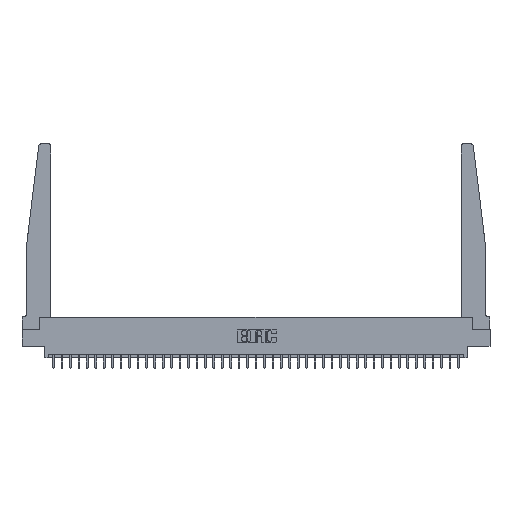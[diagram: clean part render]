
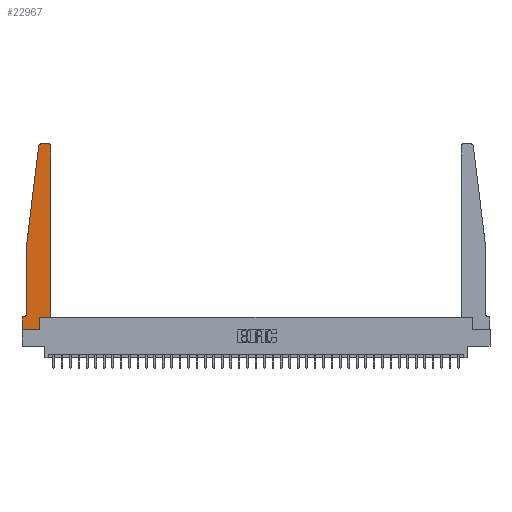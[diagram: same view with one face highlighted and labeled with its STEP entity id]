
A CAD part, top view. The second image highlights one B-rep face of the part: STEP entity #22967.
In plain terms, the highlighted planar face has unit normal (0, 0, 1).
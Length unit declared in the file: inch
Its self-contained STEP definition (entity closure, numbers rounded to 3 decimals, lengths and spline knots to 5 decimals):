
#103 = VECTOR ( 'NONE', #22159, 39.37008 ) ;
#304 = ORIENTED_EDGE ( 'NONE', *, *, #13474, .T. ) ;
#428 = LINE ( 'NONE', #23103, #3362 ) ;
#1120 = LINE ( 'NONE', #35584, #3830 ) ;
#1205 = LINE ( 'NONE', #12442, #8876 ) ;
#2209 = VERTEX_POINT ( 'NONE', #29815 ) ;
#2236 = ORIENTED_EDGE ( 'NONE', *, *, #34443, .T. ) ;
#2240 = FACE_OUTER_BOUND ( 'NONE', #17487, .T. ) ;
#3362 = VECTOR ( 'NONE', #3566, 39.37008 ) ;
#3566 = DIRECTION ( 'NONE',  ( 1., 0., 0. ) ) ;
#3656 = DIRECTION ( 'NONE',  ( 0., -1., 0. ) ) ;
#3830 = VECTOR ( 'NONE', #4076, 39.37008 ) ;
#3934 = DIRECTION ( 'NONE',  ( 1., 0., 0. ) ) ;
#4076 = DIRECTION ( 'NONE',  ( 0., 1., 0. ) ) ;
#4126 = EDGE_CURVE ( 'NONE', #25113, #8134, #428, .T. ) ;
#4305 = VERTEX_POINT ( 'NONE', #22936 ) ;
#5501 = EDGE_CURVE ( 'NONE', #27948, #7107, #29845, .T. ) ;
#6008 = VERTEX_POINT ( 'NONE', #33785 ) ;
#6327 = ORIENTED_EDGE ( 'NONE', *, *, #21668, .T. ) ;
#7107 = VERTEX_POINT ( 'NONE', #32017 ) ;
#7189 = ORIENTED_EDGE ( 'NONE', *, *, #29758, .T. ) ;
#7467 = DIRECTION ( 'NONE',  ( 0., 0., -1. ) ) ;
#7807 = DIRECTION ( 'NONE',  ( 0., 1., 0. ) ) ;
#8134 = VERTEX_POINT ( 'NONE', #12701 ) ;
#8816 = ORIENTED_EDGE ( 'NONE', *, *, #10346, .T. ) ;
#8876 = VECTOR ( 'NONE', #23686, 39.37008 ) ;
#9183 = LINE ( 'NONE', #14885, #32958 ) ;
#9204 = CARTESIAN_POINT ( 'NONE',  ( 0.425, 2.72, 0.37 ) ) ;
#9862 = DIRECTION ( 'NONE',  ( -1., 0., 0. ) ) ;
#10167 = DIRECTION ( 'NONE',  ( 0., 0., 1. ) ) ;
#10346 = EDGE_CURVE ( 'NONE', #24419, #27948, #16328, .T. ) ;
#10528 = DIRECTION ( 'NONE',  ( 1., 0., 0. ) ) ;
#10644 = CARTESIAN_POINT ( 'NONE',  ( 0.395, 2.72, 0.37 ) ) ;
#11021 = ORIENTED_EDGE ( 'NONE', *, *, #29791, .T. ) ;
#12442 = CARTESIAN_POINT ( 'NONE',  ( 0.25, 2.75, 0.37 ) ) ;
#12701 = CARTESIAN_POINT ( 'NONE',  ( 0.425, 0.18, 0.37 ) ) ;
#13048 = CIRCLE ( 'NONE', #21280, 0.03 ) ;
#13474 = EDGE_CURVE ( 'NONE', #6008, #18473, #1205, .T. ) ;
#13683 = LINE ( 'NONE', #16444, #16569 ) ;
#13929 = DIRECTION ( 'NONE',  ( 0., 0., 1. ) ) ;
#14727 = EDGE_CURVE ( 'NONE', #28768, #6008, #13048, .T. ) ;
#14885 = CARTESIAN_POINT ( 'NONE',  ( 0.065, 1.25, 0.37 ) ) ;
#16160 = DIRECTION ( 'NONE',  ( 1., 0., 0. ) ) ;
#16249 = CARTESIAN_POINT ( 'NONE',  ( 0., 0., 0.37 ) ) ;
#16328 = CIRCLE ( 'NONE', #21645, 0.05 ) ;
#16444 = CARTESIAN_POINT ( 'NONE',  ( 0.425, 0.18, 0.37 ) ) ;
#16569 = VECTOR ( 'NONE', #7807, 39.37008 ) ;
#17371 = ORIENTED_EDGE ( 'NONE', *, *, #24940, .T. ) ;
#17400 = VECTOR ( 'NONE', #3934, 39.37008 ) ;
#17487 = EDGE_LOOP ( 'NONE', ( #304, #6327, #11021, #17371, #8816, #24553, #27233, #2236, #34917, #27746, #7189, #25007 ) ) ;
#18307 = LINE ( 'NONE', #26790, #17400 ) ;
#18386 = VERTEX_POINT ( 'NONE', #22195 ) ;
#18473 = VERTEX_POINT ( 'NONE', #22383 ) ;
#19184 = CARTESIAN_POINT ( 'NONE',  ( 0.27653, 2.72, 0.37 ) ) ;
#19306 = DIRECTION ( 'NONE',  ( -1., 0., 0. ) ) ;
#19923 = AXIS2_PLACEMENT_3D ( 'NONE', #19184, #10167, #10528 ) ;
#20617 = EDGE_CURVE ( 'NONE', #18386, #25113, #1120, .T. ) ;
#21280 = AXIS2_PLACEMENT_3D ( 'NONE', #10644, #13929, #16160 ) ;
#21645 = AXIS2_PLACEMENT_3D ( 'NONE', #21831, #7467, #9862 ) ;
#21668 = EDGE_CURVE ( 'NONE', #18473, #2209, #26987, .T. ) ;
#21831 = CARTESIAN_POINT ( 'NONE',  ( 0.015, 0.2375, 0.37 ) ) ;
#22159 = DIRECTION ( 'NONE',  ( -0.122, -0.992, 0. ) ) ;
#22195 = CARTESIAN_POINT ( 'NONE',  ( 0.2605, 0., 0.37 ) ) ;
#22383 = CARTESIAN_POINT ( 'NONE',  ( 0.27653, 2.75, 0.37 ) ) ;
#22513 = CARTESIAN_POINT ( 'NONE',  ( 0.065, 0.2375, 0.37 ) ) ;
#22936 = CARTESIAN_POINT ( 'NONE',  ( 0., 0., 0.37 ) ) ;
#22967 = ADVANCED_FACE ( 'NONE', ( #2240 ), #35604, .T. ) ;
#23103 = CARTESIAN_POINT ( 'NONE',  ( 0.425, 0.18, 0.37 ) ) ;
#23686 = DIRECTION ( 'NONE',  ( -1., 0., 0. ) ) ;
#24419 = VERTEX_POINT ( 'NONE', #22513 ) ;
#24553 = ORIENTED_EDGE ( 'NONE', *, *, #5501, .T. ) ;
#24576 = LINE ( 'NONE', #35816, #103 ) ;
#24579 = CARTESIAN_POINT ( 'NONE',  ( 0.015, 0.1875, 0.37 ) ) ;
#24739 = DIRECTION ( 'NONE',  ( 1., 0., 0. ) ) ;
#24940 = EDGE_CURVE ( 'NONE', #33176, #24419, #9183, .T. ) ;
#25007 = ORIENTED_EDGE ( 'NONE', *, *, #14727, .T. ) ;
#25113 = VERTEX_POINT ( 'NONE', #25347 ) ;
#25347 = CARTESIAN_POINT ( 'NONE',  ( 0.2605, 0.18, 0.37 ) ) ;
#26363 = AXIS2_PLACEMENT_3D ( 'NONE', #29900, #35430, #24739 ) ;
#26790 = CARTESIAN_POINT ( 'NONE',  ( 0., 0., 0.37 ) ) ;
#26987 = CIRCLE ( 'NONE', #19923, 0.03 ) ;
#27233 = ORIENTED_EDGE ( 'NONE', *, *, #34646, .T. ) ;
#27746 = ORIENTED_EDGE ( 'NONE', *, *, #4126, .T. ) ;
#27948 = VERTEX_POINT ( 'NONE', #24579 ) ;
#28768 = VERTEX_POINT ( 'NONE', #9204 ) ;
#29758 = EDGE_CURVE ( 'NONE', #8134, #28768, #13683, .T. ) ;
#29791 = EDGE_CURVE ( 'NONE', #2209, #33176, #24576, .T. ) ;
#29792 = VECTOR ( 'NONE', #30113, 39.37008 ) ;
#29815 = CARTESIAN_POINT ( 'NONE',  ( 0.24675, 2.72367, 0.37 ) ) ;
#29845 = LINE ( 'NONE', #35372, #32996 ) ;
#29900 = CARTESIAN_POINT ( 'NONE',  ( 0., 0.1875, 0.37 ) ) ;
#29921 = LINE ( 'NONE', #16249, #29792 ) ;
#30113 = DIRECTION ( 'NONE',  ( 0., -1., 0. ) ) ;
#32017 = CARTESIAN_POINT ( 'NONE',  ( 0., 0.1875, 0.37 ) ) ;
#32958 = VECTOR ( 'NONE', #3656, 39.37008 ) ;
#32996 = VECTOR ( 'NONE', #19306, 39.37008 ) ;
#33176 = VERTEX_POINT ( 'NONE', #33341 ) ;
#33341 = CARTESIAN_POINT ( 'NONE',  ( 0.065, 1.25, 0.37 ) ) ;
#33785 = CARTESIAN_POINT ( 'NONE',  ( 0.395, 2.75, 0.37 ) ) ;
#34443 = EDGE_CURVE ( 'NONE', #4305, #18386, #18307, .T. ) ;
#34646 = EDGE_CURVE ( 'NONE', #7107, #4305, #29921, .T. ) ;
#34917 = ORIENTED_EDGE ( 'NONE', *, *, #20617, .T. ) ;
#35372 = CARTESIAN_POINT ( 'NONE',  ( 0.065, 0.1875, 0.37 ) ) ;
#35430 = DIRECTION ( 'NONE',  ( 0., 0., 1. ) ) ;
#35584 = CARTESIAN_POINT ( 'NONE',  ( 0.2605, 0.18, 0.37 ) ) ;
#35604 = PLANE ( 'NONE',  #26363 ) ;
#35816 = CARTESIAN_POINT ( 'NONE',  ( 0.065, 1.25, 0.37 ) ) ;
